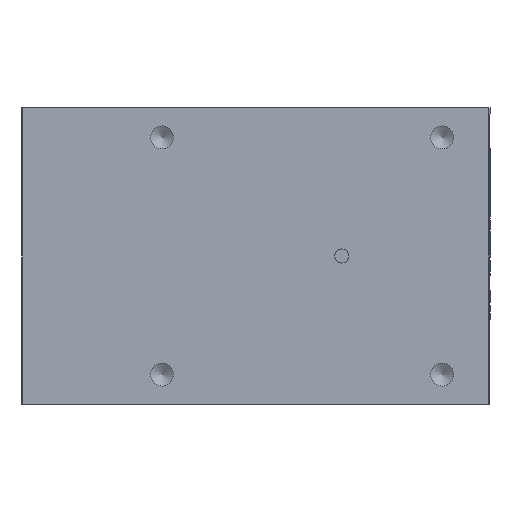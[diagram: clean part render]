
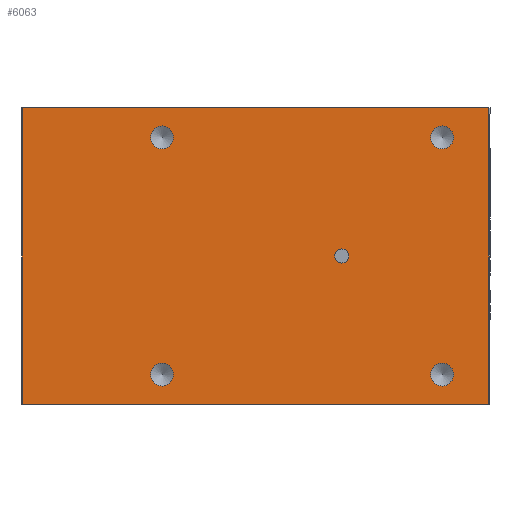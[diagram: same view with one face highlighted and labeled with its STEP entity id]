
A CAD part, front view. The second image highlights one B-rep face of the part: STEP entity #6063.
In plain terms, the highlighted planar face has unit normal (0, -1, 0).
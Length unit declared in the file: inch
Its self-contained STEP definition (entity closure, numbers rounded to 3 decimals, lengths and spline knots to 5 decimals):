
#159=PLANE('',#6512);
#393=LINE('',#8604,#915);
#397=LINE('',#8611,#919);
#400=LINE('',#8617,#922);
#402=LINE('',#8621,#924);
#915=VECTOR('',#7090,2.5);
#919=VECTOR('',#7096,3.93701);
#922=VECTOR('',#7101,2.5);
#924=VECTOR('',#7107,3.93701);
#1450=FACE_BOUND('',#2112,.T.);
#1451=FACE_BOUND('',#2113,.T.);
#1452=FACE_BOUND('',#2114,.T.);
#1453=FACE_BOUND('',#2115,.T.);
#1454=FACE_BOUND('',#2116,.T.);
#1702=FACE_OUTER_BOUND('',#2111,.T.);
#2111=EDGE_LOOP('',(#4160,#4161,#4162,#4163));
#2112=EDGE_LOOP('',(#4164));
#2113=EDGE_LOOP('',(#4165));
#2114=EDGE_LOOP('',(#4166));
#2115=EDGE_LOOP('',(#4167));
#2116=EDGE_LOOP('',(#4168));
#2615=CIRCLE('',#6483,0.09679);
#2617=CIRCLE('',#6487,0.09679);
#2619=CIRCLE('',#6491,0.09679);
#2621=CIRCLE('',#6495,0.09679);
#2625=CIRCLE('',#6501,0.05906);
#2766=VERTEX_POINT('',#8543);
#2768=VERTEX_POINT('',#8549);
#2770=VERTEX_POINT('',#8555);
#2772=VERTEX_POINT('',#8561);
#2776=VERTEX_POINT('',#8571);
#2787=VERTEX_POINT('',#8601);
#2788=VERTEX_POINT('',#8603);
#2790=VERTEX_POINT('',#8609);
#2792=VERTEX_POINT('',#8615);
#3320=EDGE_CURVE('',#2766,#2766,#2615,.T.);
#3322=EDGE_CURVE('',#2768,#2768,#2617,.T.);
#3324=EDGE_CURVE('',#2770,#2770,#2619,.T.);
#3326=EDGE_CURVE('',#2772,#2772,#2621,.T.);
#3330=EDGE_CURVE('',#2776,#2776,#2625,.T.);
#3345=EDGE_CURVE('',#2788,#2787,#393,.T.);
#3349=EDGE_CURVE('',#2787,#2790,#397,.T.);
#3352=EDGE_CURVE('',#2792,#2790,#400,.T.);
#3354=EDGE_CURVE('',#2792,#2788,#402,.T.);
#4160=ORIENTED_EDGE('',*,*,#3349,.T.);
#4161=ORIENTED_EDGE('',*,*,#3352,.F.);
#4162=ORIENTED_EDGE('',*,*,#3354,.T.);
#4163=ORIENTED_EDGE('',*,*,#3345,.T.);
#4164=ORIENTED_EDGE('',*,*,#3320,.T.);
#4165=ORIENTED_EDGE('',*,*,#3322,.T.);
#4166=ORIENTED_EDGE('',*,*,#3324,.T.);
#4167=ORIENTED_EDGE('',*,*,#3326,.T.);
#4168=ORIENTED_EDGE('',*,*,#3330,.T.);
#6063=ADVANCED_FACE('',(#1702,#1450,#1451,#1452,#1453,#1454),#159,.T.);
#6483=AXIS2_PLACEMENT_3D('',#8544,#7026,#7027);
#6487=AXIS2_PLACEMENT_3D('',#8550,#7034,#7035);
#6491=AXIS2_PLACEMENT_3D('',#8556,#7042,#7043);
#6495=AXIS2_PLACEMENT_3D('',#8562,#7050,#7051);
#6501=AXIS2_PLACEMENT_3D('',#8572,#7062,#7063);
#6512=AXIS2_PLACEMENT_3D('',#8620,#7105,#7106);
#7026=DIRECTION('center_axis',(0.,1.,0.));
#7027=DIRECTION('ref_axis',(1.,0.,0.));
#7034=DIRECTION('center_axis',(0.,1.,0.));
#7035=DIRECTION('ref_axis',(1.,0.,0.));
#7042=DIRECTION('center_axis',(0.,1.,0.));
#7043=DIRECTION('ref_axis',(1.,0.,0.));
#7050=DIRECTION('center_axis',(0.,1.,0.));
#7051=DIRECTION('ref_axis',(1.,0.,0.));
#7062=DIRECTION('center_axis',(0.,1.,0.));
#7063=DIRECTION('ref_axis',(-1.,0.,0.));
#7090=DIRECTION('',(0.,0.,1.));
#7096=DIRECTION('',(-1.,0.,0.));
#7101=DIRECTION('',(0.,0.,1.));
#7105=DIRECTION('center_axis',(0.,-1.,0.));
#7106=DIRECTION('ref_axis',(0.,0.,-1.));
#7107=DIRECTION('',(1.,0.,0.));
#8543=CARTESIAN_POINT('',(3.6401,0.,0.25));
#8544=CARTESIAN_POINT('Origin',(3.54331,0.,0.25));
#8549=CARTESIAN_POINT('',(3.6401,0.,2.25));
#8550=CARTESIAN_POINT('Origin',(3.54331,0.,2.25));
#8555=CARTESIAN_POINT('',(1.27789,0.,0.25));
#8556=CARTESIAN_POINT('Origin',(1.1811,0.,0.25));
#8561=CARTESIAN_POINT('',(1.27789,0.,2.25));
#8562=CARTESIAN_POINT('Origin',(1.1811,0.,2.25));
#8571=CARTESIAN_POINT('',(2.75591,0.,1.25));
#8572=CARTESIAN_POINT('Origin',(2.69685,0.,1.25));
#8601=CARTESIAN_POINT('',(3.93701,0.,2.5));
#8603=CARTESIAN_POINT('',(3.93701,0.,0.));
#8604=CARTESIAN_POINT('',(3.93701,0.,0.));
#8609=CARTESIAN_POINT('',(0.,0.,2.5));
#8611=CARTESIAN_POINT('',(0.,0.,2.5));
#8615=CARTESIAN_POINT('',(0.,0.,0.));
#8617=CARTESIAN_POINT('',(0.,0.,0.));
#8620=CARTESIAN_POINT('Origin',(3.93701,0.,0.));
#8621=CARTESIAN_POINT('',(0.,0.,0.));
